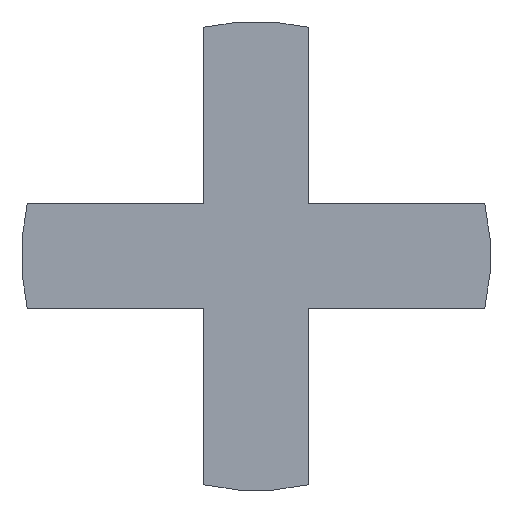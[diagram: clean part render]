
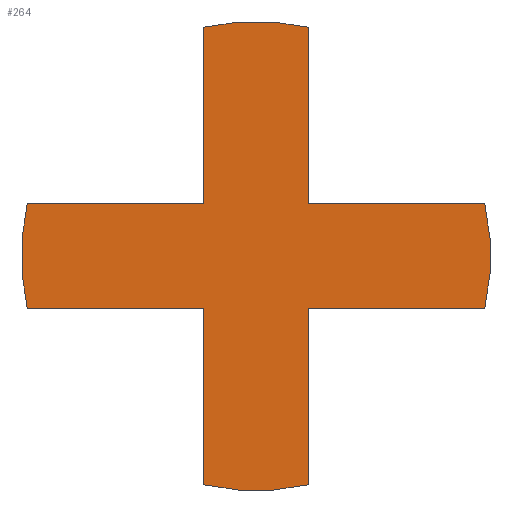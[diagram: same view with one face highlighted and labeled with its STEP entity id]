
A CAD part, front view. The second image highlights one B-rep face of the part: STEP entity #264.
In plain terms, the highlighted planar face has unit normal (0, -1, 0).
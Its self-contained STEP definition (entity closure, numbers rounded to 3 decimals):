
#15=CIRCLE('',#283,3.35);
#17=CIRCLE('',#288,3.35);
#19=CIRCLE('',#292,3.35);
#22=CIRCLE('',#297,3.35);
#38=FACE_OUTER_BOUND('',#52,.T.);
#52=EDGE_LOOP('',(#223,#224,#225,#226,#227,#228,#229,#230,#231,#232,#233,
#234));
#55=LINE('',#369,#83);
#59=LINE('',#378,#87);
#65=LINE('',#407,#93);
#66=LINE('',#410,#94);
#69=LINE('',#417,#97);
#73=LINE('',#443,#101);
#76=LINE('',#450,#104);
#81=LINE('',#481,#109);
#83=VECTOR('',#303,10.);
#87=VECTOR('',#309,10.);
#93=VECTOR('',#321,10.);
#94=VECTOR('',#324,10.);
#97=VECTOR('',#329,10.);
#101=VECTOR('',#339,10.);
#104=VECTOR('',#344,10.);
#109=VECTOR('',#361,10.);
#111=VERTEX_POINT('',#367);
#112=VERTEX_POINT('',#368);
#115=VERTEX_POINT('',#376);
#116=VERTEX_POINT('',#377);
#120=VERTEX_POINT('',#405);
#121=VERTEX_POINT('',#409);
#123=VERTEX_POINT('',#415);
#124=VERTEX_POINT('',#416);
#127=VERTEX_POINT('',#442);
#129=VERTEX_POINT('',#448);
#130=VERTEX_POINT('',#449);
#134=VERTEX_POINT('',#479);
#135=EDGE_CURVE('',#111,#112,#55,.T.);
#139=EDGE_CURVE('',#115,#116,#59,.T.);
#143=EDGE_CURVE('',#116,#111,#15,.T.);
#147=EDGE_CURVE('',#120,#112,#65,.T.);
#148=EDGE_CURVE('',#115,#121,#66,.T.);
#151=EDGE_CURVE('',#123,#124,#69,.T.);
#155=EDGE_CURVE('',#121,#123,#17,.T.);
#157=EDGE_CURVE('',#124,#127,#73,.T.);
#160=EDGE_CURVE('',#129,#130,#76,.T.);
#164=EDGE_CURVE('',#130,#120,#19,.T.);
#168=EDGE_CURVE('',#127,#134,#22,.T.);
#169=EDGE_CURVE('',#134,#129,#81,.T.);
#223=ORIENTED_EDGE('',*,*,#168,.F.);
#224=ORIENTED_EDGE('',*,*,#157,.F.);
#225=ORIENTED_EDGE('',*,*,#151,.F.);
#226=ORIENTED_EDGE('',*,*,#155,.F.);
#227=ORIENTED_EDGE('',*,*,#148,.F.);
#228=ORIENTED_EDGE('',*,*,#139,.T.);
#229=ORIENTED_EDGE('',*,*,#143,.T.);
#230=ORIENTED_EDGE('',*,*,#135,.T.);
#231=ORIENTED_EDGE('',*,*,#147,.F.);
#232=ORIENTED_EDGE('',*,*,#164,.F.);
#233=ORIENTED_EDGE('',*,*,#160,.F.);
#234=ORIENTED_EDGE('',*,*,#169,.F.);
#251=PLANE('',#296);
#264=ADVANCED_FACE('',(#38),#251,.F.);
#283=AXIS2_PLACEMENT_3D('',#400,#313,#314);
#288=AXIS2_PLACEMENT_3D('',#439,#333,#334);
#292=AXIS2_PLACEMENT_3D('',#472,#348,#349);
#296=AXIS2_PLACEMENT_3D('',#478,#357,#358);
#297=AXIS2_PLACEMENT_3D('',#480,#359,#360);
#303=DIRECTION('',(-1.,0.,0.));
#309=DIRECTION('',(1.,0.,0.));
#313=DIRECTION('center_axis',(0.,-1.,0.));
#314=DIRECTION('ref_axis',(1.,0.,0.));
#321=DIRECTION('',(0.,0.,-1.));
#324=DIRECTION('',(0.,0.,-1.));
#329=DIRECTION('',(0.,0.,1.));
#333=DIRECTION('center_axis',(0.,1.,0.));
#334=DIRECTION('ref_axis',(1.,0.,0.));
#339=DIRECTION('',(-1.,0.,0.));
#344=DIRECTION('',(0.,0.,1.));
#348=DIRECTION('center_axis',(0.,1.,0.));
#349=DIRECTION('ref_axis',(1.,0.,0.));
#357=DIRECTION('center_axis',(0.,1.,0.));
#358=DIRECTION('ref_axis',(0.,0.,1.));
#359=DIRECTION('center_axis',(0.,1.,0.));
#360=DIRECTION('ref_axis',(1.,0.,0.));
#361=DIRECTION('',(1.,0.,0.));
#367=CARTESIAN_POINT('',(3.265,0.,0.75));
#368=CARTESIAN_POINT('',(0.75,0.,0.75));
#369=CARTESIAN_POINT('',(3.35,0.,0.75));
#376=CARTESIAN_POINT('',(0.75,0.,-0.75));
#377=CARTESIAN_POINT('',(3.265,0.,-0.75));
#378=CARTESIAN_POINT('',(-3.35,0.,-0.75));
#400=CARTESIAN_POINT('Origin',(0.,0.,0.));
#405=CARTESIAN_POINT('',(0.75,0.,3.265));
#407=CARTESIAN_POINT('',(0.75,0.,3.35));
#409=CARTESIAN_POINT('',(0.75,0.,-3.265));
#410=CARTESIAN_POINT('',(0.75,0.,3.35));
#415=CARTESIAN_POINT('',(-0.75,0.,-3.265));
#416=CARTESIAN_POINT('',(-0.75,0.,-0.75));
#417=CARTESIAN_POINT('',(-0.75,0.,-3.35));
#439=CARTESIAN_POINT('Origin',(0.,0.,0.));
#442=CARTESIAN_POINT('',(-3.265,0.,-0.75));
#443=CARTESIAN_POINT('',(-3.35,0.,-0.75));
#448=CARTESIAN_POINT('',(-0.75,0.,0.75));
#449=CARTESIAN_POINT('',(-0.75,0.,3.265));
#450=CARTESIAN_POINT('',(-0.75,0.,-3.35));
#472=CARTESIAN_POINT('Origin',(0.,0.,0.));
#478=CARTESIAN_POINT('Origin',(-2.019,0.,0.));
#479=CARTESIAN_POINT('',(-3.265,0.,0.75));
#480=CARTESIAN_POINT('Origin',(0.,0.,0.));
#481=CARTESIAN_POINT('',(3.35,0.,0.75));
